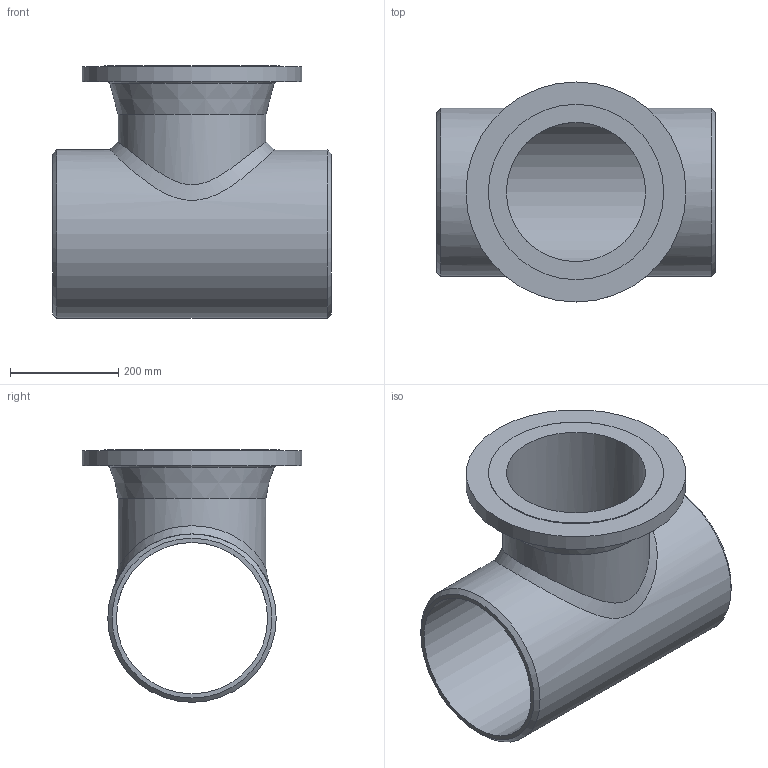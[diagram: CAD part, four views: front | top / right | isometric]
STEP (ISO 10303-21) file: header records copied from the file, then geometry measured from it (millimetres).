
FILE_DESCRIPTION(('FreeCAD Model'),'2;1');
FILE_NAME('Open CASCADE Shape Model','2025-05-07T19:06:02',('FreeCAD'),( 'FreeCAD'),'Open CASCADE STEP processor 7.6','FreeCAD','Unknown');
FILE_SCHEMA(('AUTOMOTIVE_DESIGN { 1 0 10303 214 1 1 1 1 }'));
Length unit declared in the file: millimetre
Products named in the file (1): Open CASCADE STEP translator 7.6 1
Bounding box: 515 x 406.4 x 466.79 mm (x, y, z)
Volume: 10334641.6 mm3; surface area: 1328168.5 mm2
Topology: 1 solids, 1 shells, 16 faces, 35 edges, 23 vertices
Faces by surface type: cylinder 6, plane 5, cone 3, torus 1, bspline 1
Full cylindrical faces by diameter (mm): 257.175 x1, 273.05 x1, 279.4 x1, 311.15 x1, 323.85 x1, 406.4 x1
Entity records: 2490 total; most frequent: CARTESIAN_POINT 2142, ORIENTED_EDGE 70, DIRECTION 64, EDGE_CURVE 35, AXIS2_PLACEMENT_3D 32, VERTEX_POINT 23, FACE_BOUND 22, EDGE_LOOP 22
